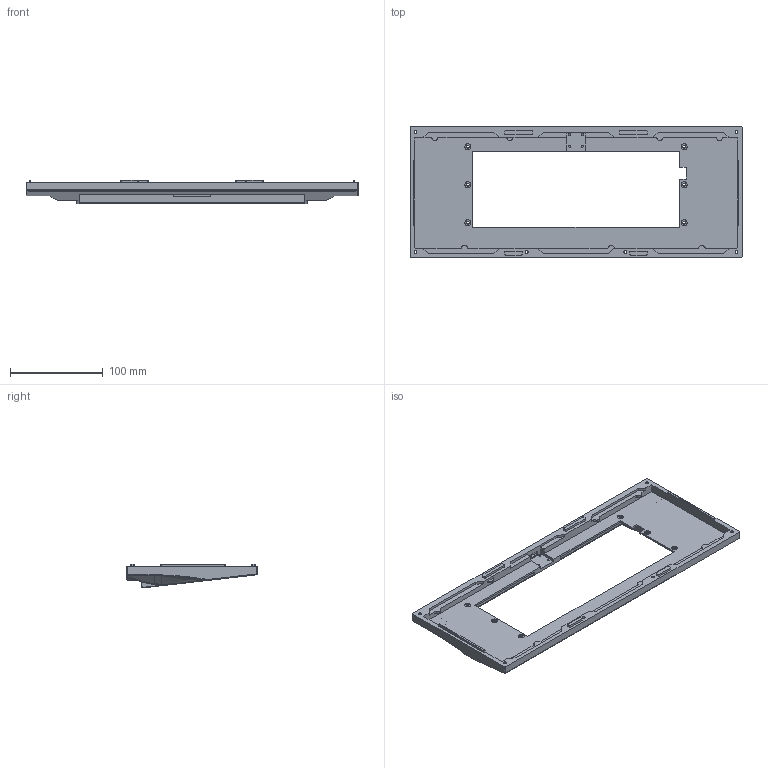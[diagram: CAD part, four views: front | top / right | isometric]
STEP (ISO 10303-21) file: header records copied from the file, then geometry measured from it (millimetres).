
FILE_DESCRIPTION(/* description */ (''),/* implementation_level */ '2;1');
FILE_NAME(/* name */ 'BOTTOMCASE.step',/* time_stamp */ '2022-10-18T15:12:11-04:00',/* author */ (''),/* organization */ (''),/* preprocessor_version */ 'ST-DEVELOPER v19',/* originating_system */ 'Autodesk Translation Framework v11.7.0.108',/* authorisation */ '');
FILE_SCHEMA (('AUTOMOTIVE_DESIGN { 1 0 10303 214 3 1 1 }'));
Length unit declared in the file: millimetre
Products named in the file (1): BOTTOMCASE
Bounding box: 358.16 x 141.56 x 25.69 mm (x, y, z)
Volume: 195288.1 mm3; surface area: 94247.1 mm2
Topology: 1 solids, 1 shells, 302 faces, 777 edges, 505 vertices
Faces by surface type: plane 168, cylinder 94, bspline 26, cone 14
Full cylindrical faces by diameter (mm): 2.2 x4, 3 x15, 5 x6, 6.5 x6, 7 x2
Entity records: 9704 total; most frequent: CARTESIAN_POINT 2259, ORIENTED_EDGE 1554, DIRECTION 1473, EDGE_CURVE 777, LINE 517, VECTOR 517, VERTEX_POINT 505, AXIS2_PLACEMENT_3D 478
